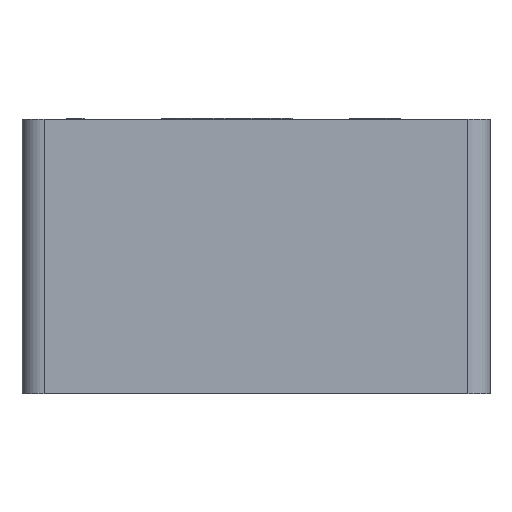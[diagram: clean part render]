
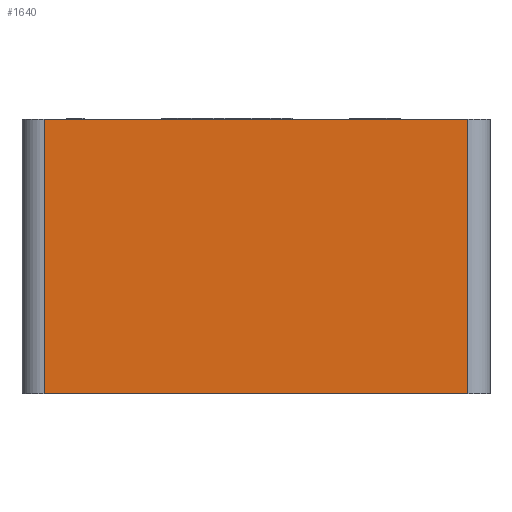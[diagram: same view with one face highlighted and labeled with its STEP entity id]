
A CAD part, front view. The second image highlights one B-rep face of the part: STEP entity #1640.
In plain terms, the highlighted planar face has unit normal (0, -1, 0).
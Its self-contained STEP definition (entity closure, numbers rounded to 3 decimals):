
#214=FACE_OUTER_BOUND('',#304,.T.);
#304=EDGE_LOOP('',(#1492,#1493,#1494,#1495));
#466=LINE('',#2946,#636);
#472=LINE('',#2965,#642);
#474=LINE('',#2970,#644);
#475=LINE('',#2973,#645);
#636=VECTOR('',#1989,10.);
#642=VECTOR('',#2009,10.);
#644=VECTOR('',#2015,10.);
#645=VECTOR('',#2020,10.);
#793=VERTEX_POINT('',#2943);
#794=VERTEX_POINT('',#2945);
#800=VERTEX_POINT('',#2963);
#801=VERTEX_POINT('',#2969);
#1021=EDGE_CURVE('',#793,#794,#466,.T.);
#1031=EDGE_CURVE('',#800,#793,#472,.T.);
#1033=EDGE_CURVE('',#794,#801,#474,.T.);
#1035=EDGE_CURVE('',#800,#801,#475,.T.);
#1492=ORIENTED_EDGE('',*,*,#1031,.F.);
#1493=ORIENTED_EDGE('',*,*,#1035,.T.);
#1494=ORIENTED_EDGE('',*,*,#1033,.F.);
#1495=ORIENTED_EDGE('',*,*,#1021,.F.);
#1555=PLANE('',#1719);
#1640=ADVANCED_FACE('',(#214),#1555,.T.);
#1719=AXIS2_PLACEMENT_3D('',#2972,#2018,#2019);
#1989=DIRECTION('',(1.,0.,0.));
#2009=DIRECTION('',(0.,0.,1.));
#2015=DIRECTION('',(0.,0.,-1.));
#2018=DIRECTION('center_axis',(0.,-1.,0.));
#2019=DIRECTION('ref_axis',(1.,0.,0.));
#2020=DIRECTION('',(1.,0.,0.));
#2943=CARTESIAN_POINT('',(-2.39,-2.74,3.1));
#2945=CARTESIAN_POINT('',(2.39,-2.74,3.1));
#2946=CARTESIAN_POINT('',(-2.64,-2.74,3.1));
#2963=CARTESIAN_POINT('',(-2.39,-2.74,0.));
#2965=CARTESIAN_POINT('',(-2.39,-2.74,0.));
#2969=CARTESIAN_POINT('',(2.39,-2.74,0.));
#2970=CARTESIAN_POINT('',(2.39,-2.74,0.));
#2972=CARTESIAN_POINT('Origin',(-2.64,-2.74,0.));
#2973=CARTESIAN_POINT('',(-2.64,-2.74,0.));
